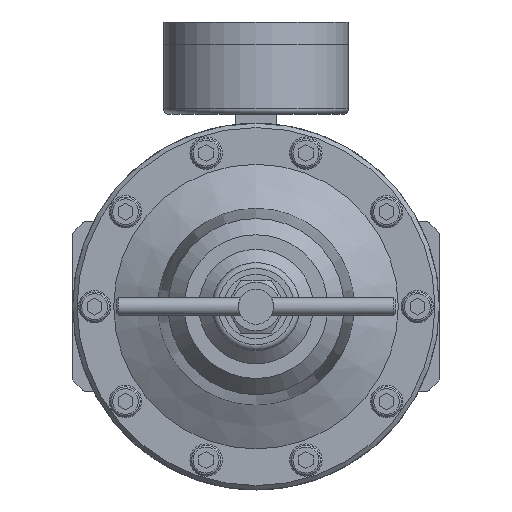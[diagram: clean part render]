
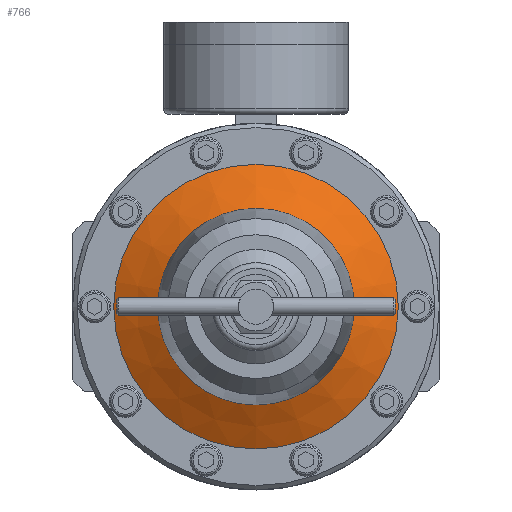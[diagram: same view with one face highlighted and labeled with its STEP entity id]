
A CAD part, front view. The second image highlights one B-rep face of the part: STEP entity #766.
In plain terms, the highlighted conical face has half-angle 61.928 degrees and reference radius 48.5 mm.
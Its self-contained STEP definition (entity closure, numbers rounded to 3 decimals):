
#766 = ADVANCED_FACE( '', ( #1697, #1698 ), #1699, .T. );
#1697 = FACE_BOUND( '', #2772, .T. );
#1698 = FACE_OUTER_BOUND( '', #2773, .T. );
#1699 = CONICAL_SURFACE( '', #2774, 48.5, 1.081 );
#2772 = EDGE_LOOP( '', ( #4758 ) );
#2773 = EDGE_LOOP( '', ( #4759 ) );
#2774 = AXIS2_PLACEMENT_3D( '', #4760, #4761, #4762 );
#4758 = ORIENTED_EDGE( '', *, *, #6140, .F. );
#4759 = ORIENTED_EDGE( '', *, *, #6405, .T. );
#4760 = CARTESIAN_POINT( '', ( 0., -54.5, 0. ) );
#4761 = DIRECTION( '', ( 0., 1., 0. ) );
#4762 = DIRECTION( '', ( 0., 0., 1. ) );
#6140 = EDGE_CURVE( '', #7389, #7389, #7390, .T. );
#6405 = EDGE_CURVE( '', #7760, #7760, #7761, .T. );
#7389 = VERTEX_POINT( '', #9448 );
#7390 = CIRCLE( '', #9449, 33.5 );
#7760 = VERTEX_POINT( '', #10100 );
#7761 = CIRCLE( '', #10101, 48.5 );
#9448 = CARTESIAN_POINT( '', ( 0., -62.5, -33.5 ) );
#9449 = AXIS2_PLACEMENT_3D( '', #11013, #11014, #11015 );
#10100 = CARTESIAN_POINT( '', ( 0., -54.5, -48.5 ) );
#10101 = AXIS2_PLACEMENT_3D( '', #11262, #11263, #11264 );
#11013 = CARTESIAN_POINT( '', ( 0., -62.5, 0. ) );
#11014 = DIRECTION( '', ( 0., -1., 0. ) );
#11015 = DIRECTION( '', ( 0., 0., -1. ) );
#11262 = CARTESIAN_POINT( '', ( 0., -54.5, 0. ) );
#11263 = DIRECTION( '', ( 0., -1., 0. ) );
#11264 = DIRECTION( '', ( 0., 0., -1. ) );
